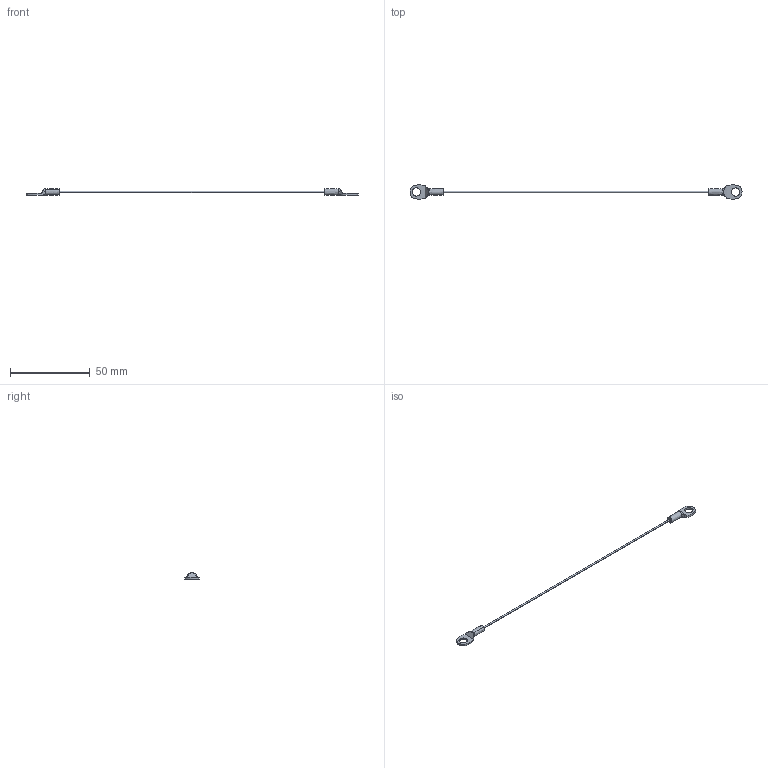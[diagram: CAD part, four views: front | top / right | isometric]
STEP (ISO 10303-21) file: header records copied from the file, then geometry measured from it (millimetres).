
FILE_DESCRIPTION((''),'2;1');
FILE_NAME('','2005-12-14T16:01:51',(''),(''),'','CADfix','');
FILE_SCHEMA(('AUTOMOTIVE_DESIGN'));
Length unit declared in the file: millimetre
Products named in the file (3): terminal; wire; TM_173_C1_28456_36
Assembly tree (3 placements, depth 2):
  TM_173_C1_28456_36
    terminal  x2
    wire
Bounding box: 208 x 8.99 x 4 mm (x, y, z)
Volume: 534.5 mm3; surface area: 1295.7 mm2
Topology: 3 solids, 3 shells, 56 faces, 164 edges, 108 vertices
Faces by surface type: bspline 56
Entity records: 1481 total; most frequent: CARTESIAN_POINT 956, ORIENTED_EDGE 166, EDGE_CURVE 83, VERTEX_POINT 58, EDGE_LOOP 33, FACE_OUTER_BOUND 30, ADVANCED_FACE 30, DIRECTION 18
